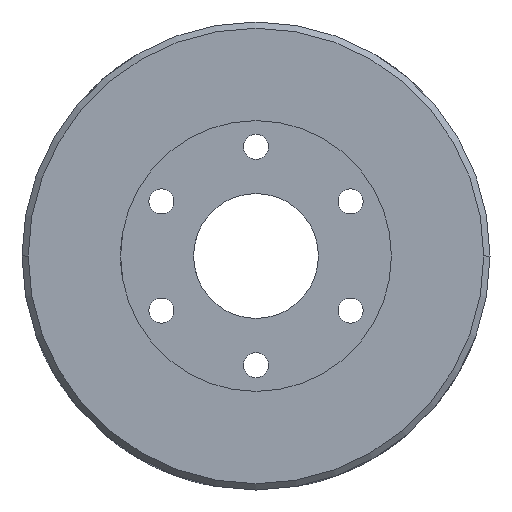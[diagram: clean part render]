
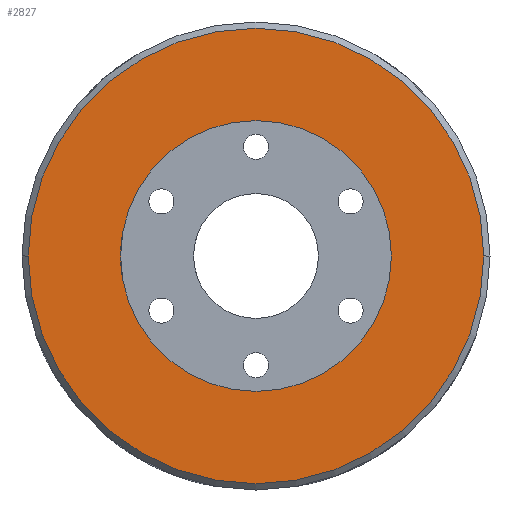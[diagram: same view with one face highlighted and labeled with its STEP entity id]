
A CAD part, left-side view. The second image highlights one B-rep face of the part: STEP entity #2827.
In plain terms, the highlighted planar face has unit normal (-1, 0, 0).
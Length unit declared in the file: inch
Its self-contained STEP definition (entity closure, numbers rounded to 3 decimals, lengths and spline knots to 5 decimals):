
#105 = CARTESIAN_POINT ( 'NONE',  ( -0.815, -1.825, 0. ) ) ;
#106 = CARTESIAN_POINT ( 'NONE',  ( -0.815, 1.825, 0. ) ) ;
#577 = DIRECTION ( 'NONE',  ( 0., -1., 0. ) ) ;
#578 = DIRECTION ( 'NONE',  ( -1., 0., 0. ) ) ;
#581 = DIRECTION ( 'NONE',  ( 0., 1., 0. ) ) ;
#582 = DIRECTION ( 'NONE',  ( -1., 0., 0. ) ) ;
#586 = CARTESIAN_POINT ( 'NONE',  ( -0.815, 0., 0. ) ) ;
#589 = CARTESIAN_POINT ( 'NONE',  ( -0.815, 0., 0. ) ) ;
#872 = EDGE_CURVE ( 'NONE', #3442, #3441, #1666, .T. ) ;
#928 = EDGE_CURVE ( 'NONE', #3371, #3370, #1740, .T. ) ;
#1003 = EDGE_CURVE ( 'NONE', #3441, #3442, #2049, .T. ) ;
#1004 = EDGE_CURVE ( 'NONE', #3370, #3371, #2050, .T. ) ;
#1049 = AXIS2_PLACEMENT_3D ( 'NONE', #3636, #3637, #3638 ) ;
#1067 = AXIS2_PLACEMENT_3D ( 'NONE', #3914, #3917, #3918 ) ;
#1262 = ORIENTED_EDGE ( 'NONE', *, *, #1003, .T. ) ;
#1263 = ORIENTED_EDGE ( 'NONE', *, *, #872, .T. ) ;
#1264 = ORIENTED_EDGE ( 'NONE', *, *, #928, .F. ) ;
#1265 = ORIENTED_EDGE ( 'NONE', *, *, #1004, .F. ) ;
#1347 = EDGE_LOOP ( 'NONE', ( #1262, #1263 ) ) ;
#1384 = EDGE_LOOP ( 'NONE', ( #1264, #1265 ) ) ;
#1666 = CIRCLE ( 'NONE', #1049, 1.825 ) ;
#1740 = CIRCLE ( 'NONE', #1067, 1.085 ) ;
#1835 = AXIS2_PLACEMENT_3D ( 'NONE', #589, #582, #581 ) ;
#1836 = AXIS2_PLACEMENT_3D ( 'NONE', #586, #578, #577 ) ;
#1961 = AXIS2_PLACEMENT_3D ( 'NONE', #4564, #4557, #4555 ) ;
#2049 = CIRCLE ( 'NONE', #1835, 1.825 ) ;
#2050 = CIRCLE ( 'NONE', #1836, 1.085 ) ;
#2354 = FACE_OUTER_BOUND ( 'NONE', #1347, .T. ) ;
#2374 = FACE_BOUND ( 'NONE', #1384, .T. ) ;
#2566 = CARTESIAN_POINT ( 'NONE',  ( -0.815, -1.085, 0. ) ) ;
#2567 = CARTESIAN_POINT ( 'NONE',  ( -0.815, 1.085, 0. ) ) ;
#2827 = ADVANCED_FACE ( 'NONE', ( #2354, #2374 ), #4574, .F. ) ;
#3370 = VERTEX_POINT ( 'NONE', #2567 ) ;
#3371 = VERTEX_POINT ( 'NONE', #2566 ) ;
#3441 = VERTEX_POINT ( 'NONE', #106 ) ;
#3442 = VERTEX_POINT ( 'NONE', #105 ) ;
#3636 = CARTESIAN_POINT ( 'NONE',  ( -0.815, 0., 0. ) ) ;
#3637 = DIRECTION ( 'NONE',  ( -1., 0., 0. ) ) ;
#3638 = DIRECTION ( 'NONE',  ( 0., 1., 0. ) ) ;
#3914 = CARTESIAN_POINT ( 'NONE',  ( -0.815, 0., 0. ) ) ;
#3917 = DIRECTION ( 'NONE',  ( -1., 0., 0. ) ) ;
#3918 = DIRECTION ( 'NONE',  ( 0., -1., 0. ) ) ;
#4555 = DIRECTION ( 'NONE',  ( 0., 1., 0. ) ) ;
#4557 = DIRECTION ( 'NONE',  ( 1., 0., 0. ) ) ;
#4564 = CARTESIAN_POINT ( 'NONE',  ( -0.815, 1.875, 0. ) ) ;
#4574 = PLANE ( 'NONE',  #1961 ) ;
